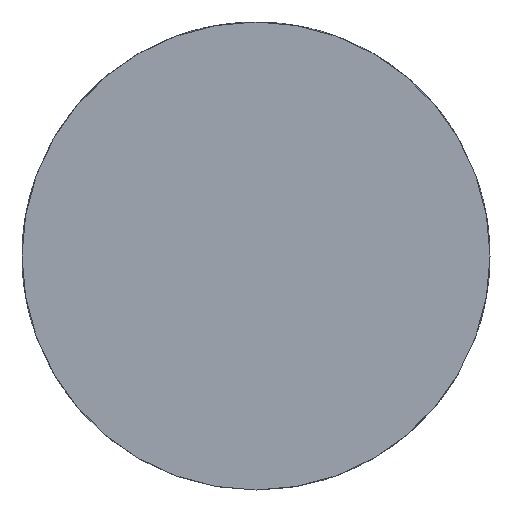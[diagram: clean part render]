
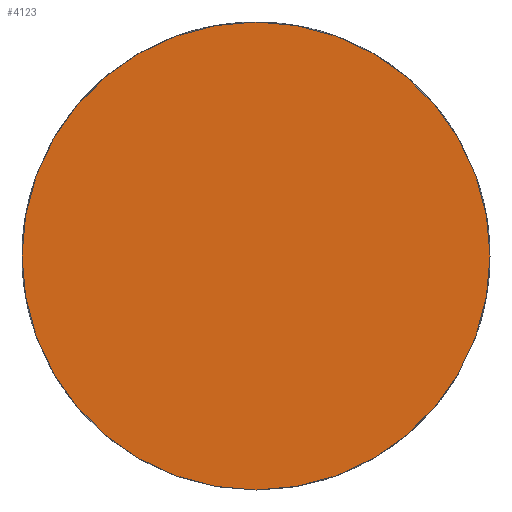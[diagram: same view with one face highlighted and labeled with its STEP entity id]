
A CAD part, front view. The second image highlights one B-rep face of the part: STEP entity #4123.
In plain terms, the highlighted planar face has unit normal (0, -1, 0).
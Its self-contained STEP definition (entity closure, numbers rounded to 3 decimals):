
#190 = EDGE_CURVE ( 'NONE', #539, #3957, #585, .T. ) ;
#256 = DIRECTION ( 'NONE',  ( 0., -1., 0. ) ) ;
#307 = CARTESIAN_POINT ( 'NONE',  ( 945., -20.5, 1203. ) ) ;
#431 = CIRCLE ( 'NONE', #1768, 57. ) ;
#539 = VERTEX_POINT ( 'NONE', #4368 ) ;
#585 = CIRCLE ( 'NONE', #1938, 57. ) ;
#851 = CARTESIAN_POINT ( 'NONE',  ( 945., -20.5, 1260. ) ) ;
#981 = CARTESIAN_POINT ( 'NONE',  ( 945., -20.5, 1260. ) ) ;
#1070 = ORIENTED_EDGE ( 'NONE', *, *, #4340, .T. ) ;
#1243 = DIRECTION ( 'NONE',  ( 0., 0., 1. ) ) ;
#1527 = FACE_OUTER_BOUND ( 'NONE', #2280, .T. ) ;
#1768 = AXIS2_PLACEMENT_3D ( 'NONE', #981, #256, #4519 ) ;
#1938 = AXIS2_PLACEMENT_3D ( 'NONE', #851, #4777, #1243 ) ;
#1991 = CARTESIAN_POINT ( 'NONE',  ( 945., -20.5, 1317. ) ) ;
#2225 = ORIENTED_EDGE ( 'NONE', *, *, #190, .T. ) ;
#2280 = EDGE_LOOP ( 'NONE', ( #2225, #1070 ) ) ;
#3208 = DIRECTION ( 'NONE',  ( 0., 1., 0. ) ) ;
#3609 = AXIS2_PLACEMENT_3D ( 'NONE', #1991, #3208, #4785 ) ;
#3957 = VERTEX_POINT ( 'NONE', #307 ) ;
#4123 = ADVANCED_FACE ( 'NONE', ( #1527 ), #4737, .F. ) ;
#4340 = EDGE_CURVE ( 'NONE', #3957, #539, #431, .T. ) ;
#4368 = CARTESIAN_POINT ( 'NONE',  ( 945., -20.5, 1317. ) ) ;
#4519 = DIRECTION ( 'NONE',  ( 0., 0., 1. ) ) ;
#4737 = PLANE ( 'NONE',  #3609 ) ;
#4777 = DIRECTION ( 'NONE',  ( 0., -1., 0. ) ) ;
#4785 = DIRECTION ( 'NONE',  ( 0., 0., -1. ) ) ;
